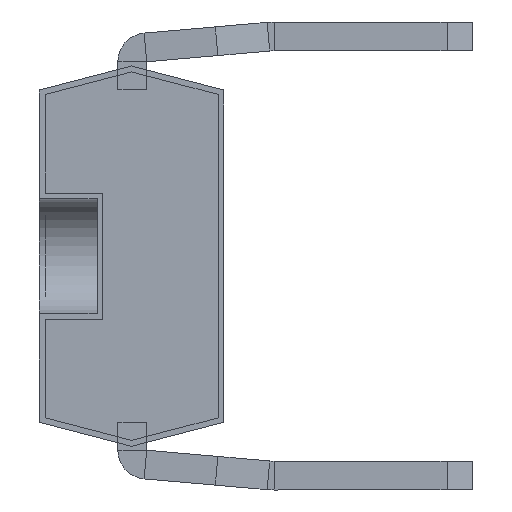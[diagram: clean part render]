
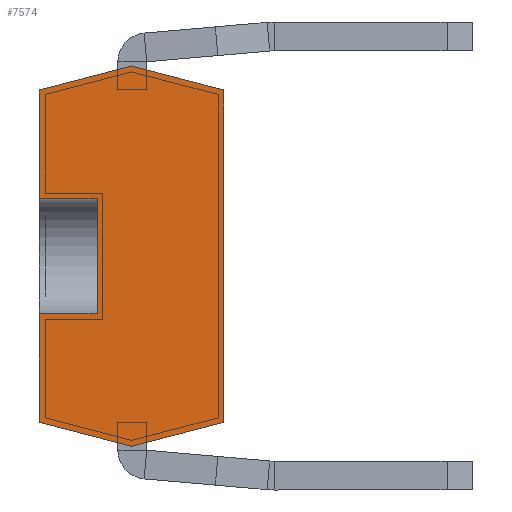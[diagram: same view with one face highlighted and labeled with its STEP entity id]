
A CAD part, left-side view. The second image highlights one B-rep face of the part: STEP entity #7574.
In plain terms, the highlighted planar face has unit normal (-1, 0, 0).
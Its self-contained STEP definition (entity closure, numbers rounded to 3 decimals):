
#89 = CARTESIAN_POINT ( 'NONE',  ( -17.474, 1.36, -2.886 ) ) ;
#118 = AXIS2_PLACEMENT_3D ( 'NONE', #37423, #18291, #40674 ) ;
#1897 = LINE ( 'NONE', #26978, #18986 ) ;
#2226 = ORIENTED_EDGE ( 'NONE', *, *, #8837, .T. ) ;
#2365 = EDGE_CURVE ( 'NONE', #12266, #17505, #39117, .T. ) ;
#2450 = ORIENTED_EDGE ( 'NONE', *, *, #17251, .T. ) ;
#2673 = DIRECTION ( 'NONE',  ( 0., 1., 0. ) ) ;
#3051 = CARTESIAN_POINT ( 'NONE',  ( -17.474, -1.84, 2.881 ) ) ;
#3534 = VECTOR ( 'NONE', #27660, 1000. ) ;
#5193 = CARTESIAN_POINT ( 'NONE',  ( -17.474, 1.36, -2.886 ) ) ;
#6096 = CARTESIAN_POINT ( 'NONE',  ( -17.474, -1.84, 2.881 ) ) ;
#6274 = B_SPLINE_CURVE_WITH_KNOTS ( 'NONE', 3,
 ( #8537, #27783, #34186, #15063 ),
 .UNSPECIFIED., .F., .F.,
 ( 4, 4 ),
 ( 0.673, 1. ),
 .UNSPECIFIED. ) ;
#6551 = CARTESIAN_POINT ( 'NONE',  ( -17.474, -0.24, -3.303 ) ) ;
#6557 = CARTESIAN_POINT ( 'NONE',  ( -17.474, 1.36, -1.002 ) ) ;
#6686 = CARTESIAN_POINT ( 'NONE',  ( -17.474, 1.36, 2.881 ) ) ;
#6980 = ORIENTED_EDGE ( 'NONE', *, *, #37427, .F. ) ;
#7574 = ADVANCED_FACE ( 'NONE', ( #8221 ), #24598, .T. ) ;
#7705 = CARTESIAN_POINT ( 'NONE',  ( -17.474, 1.36, -2.886 ) ) ;
#7737 = DIRECTION ( 'NONE',  ( 0., 0.968, -0.252 ) ) ;
#7793 = VERTEX_POINT ( 'NONE', #3051 ) ;
#8048 = VECTOR ( 'NONE', #14873, 1000. ) ;
#8221 = FACE_OUTER_BOUND ( 'NONE', #22143, .T. ) ;
#8537 = CARTESIAN_POINT ( 'NONE',  ( -17.474, 1.36, 0.997 ) ) ;
#8837 = EDGE_CURVE ( 'NONE', #7793, #16660, #11858, .T. ) ;
#9609 = CARTESIAN_POINT ( 'NONE',  ( -17.474, -1.84, 2.881 ) ) ;
#9865 = B_SPLINE_CURVE_WITH_KNOTS ( 'NONE', 3,
 ( #89, #18666, #25787, #6557 ),
 .UNSPECIFIED., .F., .F.,
 ( 4, 4 ),
 ( 0., 0.327 ),
 .UNSPECIFIED. ) ;
#10432 = EDGE_CURVE ( 'NONE', #40270, #22297, #22717, .T. ) ;
#10441 = VERTEX_POINT ( 'NONE', #22096 ) ;
#10613 = VECTOR ( 'NONE', #2673, 1000. ) ;
#10693 = EDGE_CURVE ( 'NONE', #17168, #16660, #33634, .T. ) ;
#10853 = VECTOR ( 'NONE', #35260, 1000. ) ;
#11858 = LINE ( 'NONE', #9609, #10853 ) ;
#12266 = VERTEX_POINT ( 'NONE', #27551 ) ;
#13046 = CARTESIAN_POINT ( 'NONE',  ( -17.474, -0.24, 3.297 ) ) ;
#13166 = ORIENTED_EDGE ( 'NONE', *, *, #2365, .F. ) ;
#14873 = DIRECTION ( 'NONE',  ( 0., -0.968, 0.252 ) ) ;
#14888 = CARTESIAN_POINT ( 'NONE',  ( -17.474, 0.36, 0.997 ) ) ;
#15063 = CARTESIAN_POINT ( 'NONE',  ( -17.474, 1.36, 2.881 ) ) ;
#15213 = ORIENTED_EDGE ( 'NONE', *, *, #10693, .F. ) ;
#15632 = EDGE_CURVE ( 'NONE', #26830, #17111, #28157, .T. ) ;
#15635 = CARTESIAN_POINT ( 'NONE',  ( -17.474, 0.36, 0.997 ) ) ;
#15677 = CARTESIAN_POINT ( 'NONE',  ( -17.474, -1.84, -2.886 ) ) ;
#16660 = VERTEX_POINT ( 'NONE', #13046 ) ;
#17111 = VERTEX_POINT ( 'NONE', #6551 ) ;
#17168 = VERTEX_POINT ( 'NONE', #6686 ) ;
#17251 = EDGE_CURVE ( 'NONE', #40270, #17505, #31056, .T. ) ;
#17505 = VERTEX_POINT ( 'NONE', #30832 ) ;
#17830 = CARTESIAN_POINT ( 'NONE',  ( -17.474, 0.36, -1.002 ) ) ;
#18291 = DIRECTION ( 'NONE',  ( -1., 0., 0. ) ) ;
#18666 = CARTESIAN_POINT ( 'NONE',  ( -17.474, 1.36, -2.258 ) ) ;
#18986 = VECTOR ( 'NONE', #7737, 1000. ) ;
#22096 = CARTESIAN_POINT ( 'NONE',  ( -17.474, -1.84, -2.886 ) ) ;
#22120 = VECTOR ( 'NONE', #24291, 1000. ) ;
#22143 = EDGE_LOOP ( 'NONE', ( #22903, #2450, #13166, #41579, #37291, #35918, #27374, #2226, #15213, #6980 ) ) ;
#22297 = VERTEX_POINT ( 'NONE', #29194 ) ;
#22717 = LINE ( 'NONE', #15635, #10613 ) ;
#22903 = ORIENTED_EDGE ( 'NONE', *, *, #10432, .F. ) ;
#24291 = DIRECTION ( 'NONE',  ( 0., -1., 0. ) ) ;
#24598 = PLANE ( 'NONE',  #118 ) ;
#25356 = CARTESIAN_POINT ( 'NONE',  ( -17.474, -1.84, 0.958 ) ) ;
#25787 = CARTESIAN_POINT ( 'NONE',  ( -17.474, 1.36, -1.63 ) ) ;
#26830 = VERTEX_POINT ( 'NONE', #7705 ) ;
#26978 = CARTESIAN_POINT ( 'NONE',  ( -17.474, -1.84, -2.886 ) ) ;
#27374 = ORIENTED_EDGE ( 'NONE', *, *, #32996, .T. ) ;
#27454 = CARTESIAN_POINT ( 'NONE',  ( -17.474, 1.36, 2.881 ) ) ;
#27551 = CARTESIAN_POINT ( 'NONE',  ( -17.474, 1.36, -1.002 ) ) ;
#27660 = DIRECTION ( 'NONE',  ( 0., -0.968, -0.252 ) ) ;
#27783 = CARTESIAN_POINT ( 'NONE',  ( -17.474, 1.36, 1.625 ) ) ;
#28157 = LINE ( 'NONE', #5193, #3534 ) ;
#29194 = CARTESIAN_POINT ( 'NONE',  ( -17.474, 1.36, 0.997 ) ) ;
#30832 = CARTESIAN_POINT ( 'NONE',  ( -17.474, 0.36, -1.002 ) ) ;
#31056 = LINE ( 'NONE', #38914, #38490 ) ;
#32495 = DIRECTION ( 'NONE',  ( 0., 0., -1. ) ) ;
#32996 = EDGE_CURVE ( 'NONE', #10441, #7793, #39342, .T. ) ;
#33634 = LINE ( 'NONE', #27454, #8048 ) ;
#34186 = CARTESIAN_POINT ( 'NONE',  ( -17.474, 1.36, 2.253 ) ) ;
#35260 = DIRECTION ( 'NONE',  ( 0., 0.968, 0.252 ) ) ;
#35918 = ORIENTED_EDGE ( 'NONE', *, *, #39547, .F. ) ;
#36318 = EDGE_CURVE ( 'NONE', #26830, #12266, #9865, .T. ) ;
#37291 = ORIENTED_EDGE ( 'NONE', *, *, #15632, .T. ) ;
#37423 = CARTESIAN_POINT ( 'NONE',  ( -17.474, -0.24, -0.003 ) ) ;
#37427 = EDGE_CURVE ( 'NONE', #22297, #17168, #6274, .T. ) ;
#38034 = CARTESIAN_POINT ( 'NONE',  ( -17.474, -1.84, -0.964 ) ) ;
#38490 = VECTOR ( 'NONE', #32495, 1000. ) ;
#38914 = CARTESIAN_POINT ( 'NONE',  ( -17.474, 0.36, -0.003 ) ) ;
#39117 = LINE ( 'NONE', #17830, #22120 ) ;
#39342 = B_SPLINE_CURVE_WITH_KNOTS ( 'NONE', 3,
 ( #15677, #38034, #25356, #6096 ),
 .UNSPECIFIED., .F., .F.,
 ( 4, 4 ),
 ( 0., 1. ),
 .UNSPECIFIED. ) ;
#39547 = EDGE_CURVE ( 'NONE', #10441, #17111, #1897, .T. ) ;
#40270 = VERTEX_POINT ( 'NONE', #14888 ) ;
#40674 = DIRECTION ( 'NONE',  ( 0., 0., 1. ) ) ;
#41579 = ORIENTED_EDGE ( 'NONE', *, *, #36318, .F. ) ;
